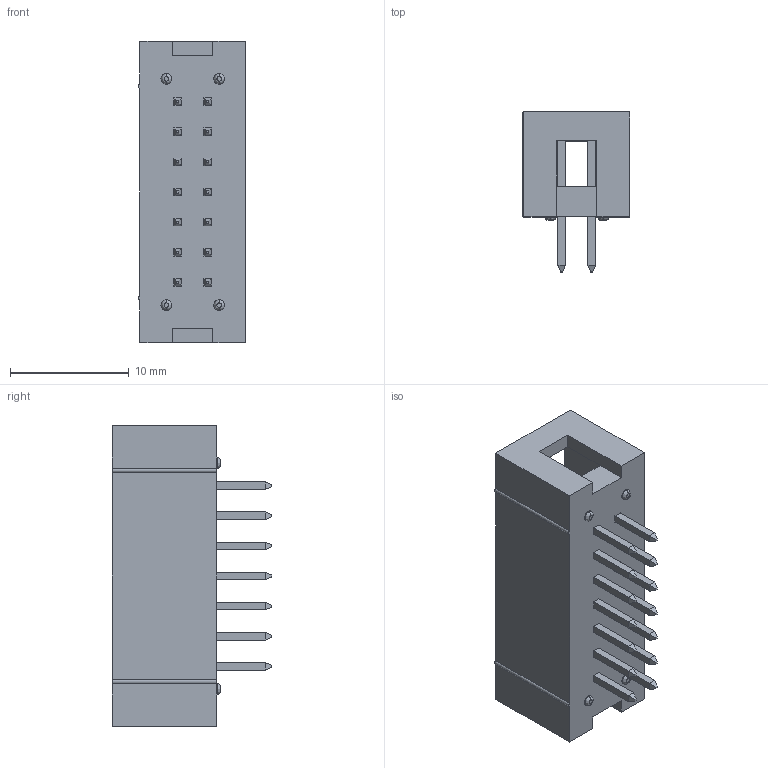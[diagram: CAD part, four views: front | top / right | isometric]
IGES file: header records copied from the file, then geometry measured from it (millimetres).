
Start section: SolidWorks IGES file using analytic representation for surfaces
Global section: file name: SHTSHC-107-D-14-180-F-LF.IGS; native system: SolidWorks 2014; preprocessor: SolidWorks 2014; author: ewilson; date: 150831.140950; units: inch
Bounding box: 9.03 x 13.46 x 25.43 mm (x, y, z)
Surface area: 1881.3 mm2 (no closed solid volume)
Topology: 0 solids, 0 shells, 305 faces, 1526 edges, 1526 vertices
Faces by surface type: bspline 295, revolution 10
